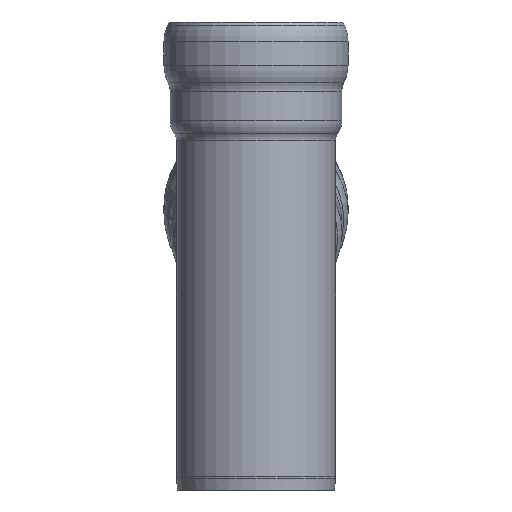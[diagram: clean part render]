
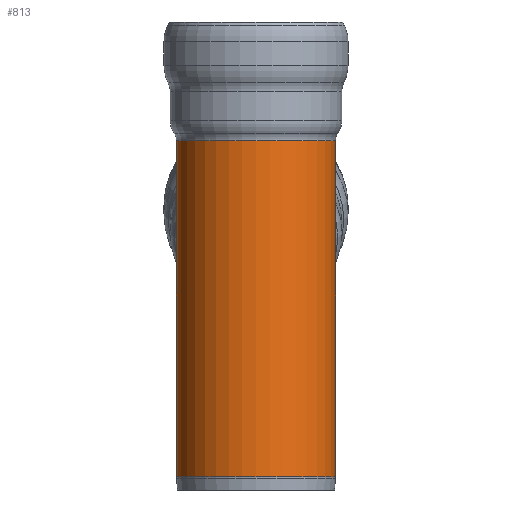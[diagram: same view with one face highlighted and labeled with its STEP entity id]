
A CAD part, left-side view. The second image highlights one B-rep face of the part: STEP entity #813.
In plain terms, the highlighted cylindrical face has radius 510 mm (diameter 1020 mm), a full revolution.
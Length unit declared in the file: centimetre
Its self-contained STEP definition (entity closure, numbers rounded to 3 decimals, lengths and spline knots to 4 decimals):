
#99=CIRCLE('',#887,51.);
#145=CIRCLE('',#961,51.);
#146=CIRCLE('',#962,51.);
#158=CYLINDRICAL_SURFACE('',#963,51.);
#205=FACE_OUTER_BOUND('',#253,.T.);
#253=EDGE_LOOP('',(#753,#754,#755,#756,#757,#758,#759,#760,#761));
#278=LINE('',#1540,#304);
#279=LINE('',#1541,#305);
#304=VECTOR('',#1286,51.);
#305=VECTOR('',#1287,51.);
#311=ELLIPSE('',#900,88.9158,51.);
#313=ELLIPSE('',#903,62.2595,51.);
#350=VERTEX_POINT('',#1409);
#358=VERTEX_POINT('',#1433);
#359=VERTEX_POINT('',#1435);
#388=VERTEX_POINT('',#1534);
#389=VERTEX_POINT('',#1536);
#447=EDGE_CURVE('',#350,#350,#99,.T.);
#459=EDGE_CURVE('',#359,#358,#311,.T.);
#462=EDGE_CURVE('',#358,#359,#313,.T.);
#510=EDGE_CURVE('',#389,#388,#145,.T.);
#511=EDGE_CURVE('',#388,#389,#146,.T.);
#512=EDGE_CURVE('',#350,#359,#278,.T.);
#513=EDGE_CURVE('',#359,#389,#279,.T.);
#753=ORIENTED_EDGE('',*,*,#447,.F.);
#754=ORIENTED_EDGE('',*,*,#512,.T.);
#755=ORIENTED_EDGE('',*,*,#513,.T.);
#756=ORIENTED_EDGE('',*,*,#510,.T.);
#757=ORIENTED_EDGE('',*,*,#511,.T.);
#758=ORIENTED_EDGE('',*,*,#513,.F.);
#759=ORIENTED_EDGE('',*,*,#459,.T.);
#760=ORIENTED_EDGE('',*,*,#462,.T.);
#761=ORIENTED_EDGE('',*,*,#512,.F.);
#813=ADVANCED_FACE('',(#205),#158,.T.);
#887=AXIS2_PLACEMENT_3D('',#1411,#1119,#1120);
#900=AXIS2_PLACEMENT_3D('',#1436,#1148,#1149);
#903=AXIS2_PLACEMENT_3D('',#1440,#1155,#1156);
#961=AXIS2_PLACEMENT_3D('',#1537,#1280,#1281);
#962=AXIS2_PLACEMENT_3D('',#1538,#1282,#1283);
#963=AXIS2_PLACEMENT_3D('',#1539,#1284,#1285);
#1119=DIRECTION('center_axis',(0.,0.,-1.));
#1120=DIRECTION('ref_axis',(1.,0.,0.));
#1148=DIRECTION('center_axis',(-0.819,0.,0.574));
#1149=DIRECTION('ref_axis',(-0.574,0.,-0.819));
#1155=DIRECTION('center_axis',(-0.574,0.,
-0.819));
#1156=DIRECTION('ref_axis',(-0.819,0.,0.574));
#1280=DIRECTION('center_axis',(0.,0.,
-1.));
#1281=DIRECTION('ref_axis',(0.,-1.,0.));
#1282=DIRECTION('center_axis',(0.,0.,
-1.));
#1283=DIRECTION('ref_axis',(0.,-1.,0.));
#1284=DIRECTION('center_axis',(0.,0.,
-1.));
#1285=DIRECTION('ref_axis',(0.,1.,0.));
#1286=DIRECTION('',(0.,0.,1.));
#1287=DIRECTION('',(0.,0.,1.));
#1409=CARTESIAN_POINT('',(0.,-51.,8.4366));
#1411=CARTESIAN_POINT('Origin',(0.,0.,
8.4366));
#1433=CARTESIAN_POINT('',(0.,51.,125.));
#1435=CARTESIAN_POINT('',(0.,-51.,125.));
#1436=CARTESIAN_POINT('Origin',(0.,0.,
125.));
#1440=CARTESIAN_POINT('Origin',(0.,0.,
125.));
#1534=CARTESIAN_POINT('',(-51.,0.,223.966));
#1536=CARTESIAN_POINT('',(0.,-51.,223.966));
#1537=CARTESIAN_POINT('Origin',(0.,0.,223.966));
#1538=CARTESIAN_POINT('Origin',(0.,0.,223.966));
#1539=CARTESIAN_POINT('Origin',(0.,0.,208.483));
#1540=CARTESIAN_POINT('',(0.,-51.,208.483));
#1541=CARTESIAN_POINT('',(0.,-51.,208.483));
